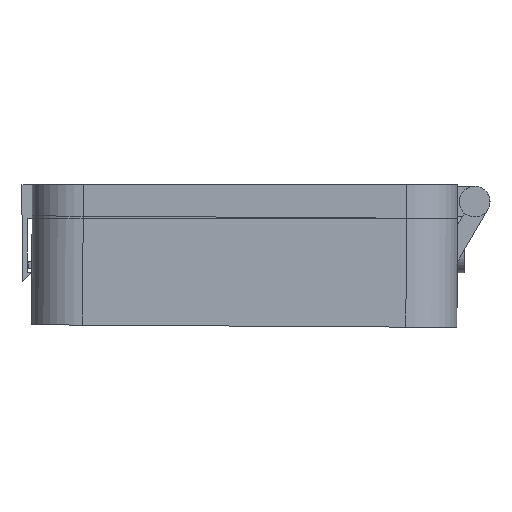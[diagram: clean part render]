
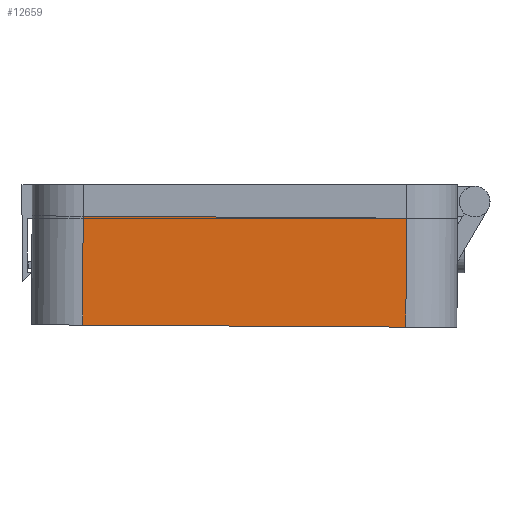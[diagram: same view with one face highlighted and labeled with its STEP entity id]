
A CAD part, left-side view. The second image highlights one B-rep face of the part: STEP entity #12659.
In plain terms, the highlighted planar face has unit normal (-1, 0, 0).
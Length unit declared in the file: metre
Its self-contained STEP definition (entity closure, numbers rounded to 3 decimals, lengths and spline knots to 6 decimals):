
#1501=LINE('',#21299,#2390);
#1562=LINE('',#21877,#2451);
#1566=LINE('',#21891,#2455);
#1567=LINE('',#21892,#2456);
#2390=VECTOR('',#14949,1.);
#2451=VECTOR('',#15252,1.);
#2455=VECTOR('',#15268,1.);
#2456=VECTOR('',#15269,1.);
#5471=ORIENTED_EDGE('',*,*,#7660,.F.);
#5472=ORIENTED_EDGE('',*,*,#7810,.T.);
#5473=ORIENTED_EDGE('',*,*,#7802,.T.);
#5474=ORIENTED_EDGE('',*,*,#7811,.T.);
#7660=EDGE_CURVE('',#9121,#9122,#1501,.T.);
#7802=EDGE_CURVE('',#9198,#9199,#1562,.T.);
#7810=EDGE_CURVE('',#9121,#9198,#1566,.T.);
#7811=EDGE_CURVE('',#9199,#9122,#1567,.F.);
#9121=VERTEX_POINT('',#21298);
#9122=VERTEX_POINT('',#21300);
#9198=VERTEX_POINT('',#21878);
#9199=VERTEX_POINT('',#21879);
#10877=EDGE_LOOP('',(#5471,#5472,#5473,#5474));
#11692=FACE_BOUND('',#10877,.T.);
#12070=PLANE('',#13548);
#12659=ADVANCED_FACE('',(#11692),#12070,.F.);
#13548=AXIS2_PLACEMENT_3D('',#21890,#15266,#15267);
#14949=DIRECTION('',(0.,-1.,0.));
#15252=DIRECTION('',(0.,-1.,0.));
#15266=DIRECTION('',(1.,0.,0.));
#15267=DIRECTION('',(0.,0.,-1.));
#15268=DIRECTION('',(0.,0.,-1.));
#15269=DIRECTION('',(0.,0.,-1.));
#21298=CARTESIAN_POINT('',(-0.085,0.0475,0.03));
#21299=CARTESIAN_POINT('',(-0.085,0.,0.03));
#21300=CARTESIAN_POINT('',(-0.085,-0.0475,0.03));
#21877=CARTESIAN_POINT('',(-0.085,0.,-0.002));
#21878=CARTESIAN_POINT('',(-0.085,0.0475,-0.002));
#21879=CARTESIAN_POINT('',(-0.085,-0.0475,-0.002));
#21890=CARTESIAN_POINT('',(-0.085,0.,0.03));
#21891=CARTESIAN_POINT('',(-0.085,0.0475,0.03));
#21892=CARTESIAN_POINT('',(-0.085,-0.0475,0.03));
